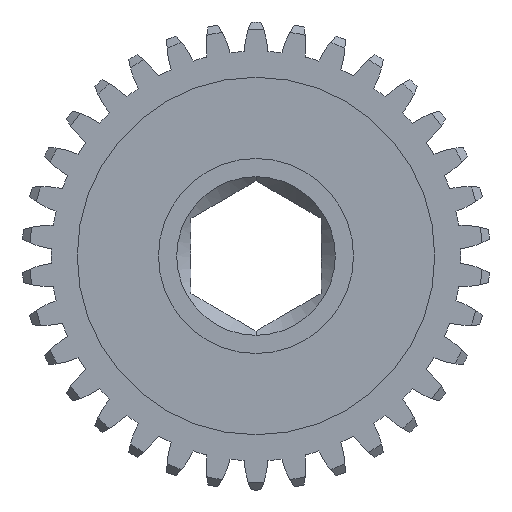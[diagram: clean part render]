
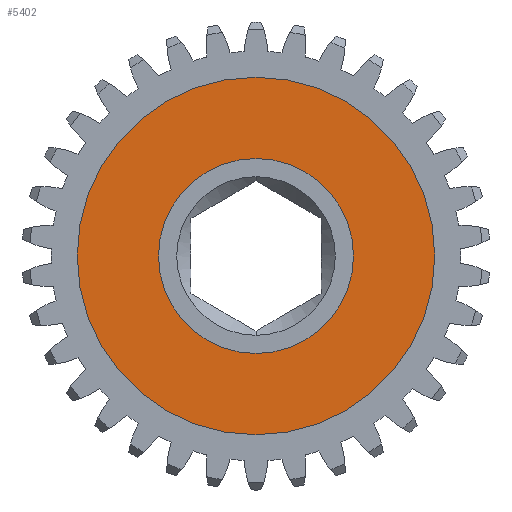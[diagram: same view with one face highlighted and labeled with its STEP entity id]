
A CAD part, left-side view. The second image highlights one B-rep face of the part: STEP entity #5402.
In plain terms, the highlighted planar face has unit normal (-1, 0, 0).
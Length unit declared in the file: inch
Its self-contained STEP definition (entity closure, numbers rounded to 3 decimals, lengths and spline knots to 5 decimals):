
#95 = VERTEX_POINT ( 'NONE', #6580 ) ;
#144 = ORIENTED_EDGE ( 'NONE', *, *, #6502, .T. ) ;
#246 = VERTEX_POINT ( 'NONE', #6172 ) ;
#293 = EDGE_CURVE ( 'NONE', #5841, #95, #6108, .T. ) ;
#636 = AXIS2_PLACEMENT_3D ( 'NONE', #5723, #1892, #1813 ) ;
#941 = DIRECTION ( 'NONE',  ( 0., 0., -1. ) ) ;
#993 = DIRECTION ( 'NONE',  ( 1., 0., 0. ) ) ;
#1018 = AXIS2_PLACEMENT_3D ( 'NONE', #1210, #3765, #3798 ) ;
#1136 = EDGE_LOOP ( 'NONE', ( #144, #3418 ) ) ;
#1210 = CARTESIAN_POINT ( 'NONE',  ( 0.1375, 0., 0. ) ) ;
#1542 = CIRCLE ( 'NONE', #1018, 0.375 ) ;
#1544 = ORIENTED_EDGE ( 'NONE', *, *, #4759, .F. ) ;
#1550 = AXIS2_PLACEMENT_3D ( 'NONE', #2915, #993, #6062 ) ;
#1813 = DIRECTION ( 'NONE',  ( 0., 0., -1. ) ) ;
#1892 = DIRECTION ( 'NONE',  ( 1., 0., 0. ) ) ;
#2915 = CARTESIAN_POINT ( 'NONE',  ( 0.1375, 0., 0. ) ) ;
#3404 = AXIS2_PLACEMENT_3D ( 'NONE', #7703, #3902, #4523 ) ;
#3418 = ORIENTED_EDGE ( 'NONE', *, *, #5708, .T. ) ;
#3463 = VERTEX_POINT ( 'NONE', #5813 ) ;
#3765 = DIRECTION ( 'NONE',  ( 1., 0., 0. ) ) ;
#3798 = DIRECTION ( 'NONE',  ( 0., 0., -1. ) ) ;
#3851 = PLANE ( 'NONE',  #3404 ) ;
#3902 = DIRECTION ( 'NONE',  ( 1., 0., 0. ) ) ;
#3921 = CARTESIAN_POINT ( 'NONE',  ( 0.1375, 0., -0.6875 ) ) ;
#4097 = EDGE_LOOP ( 'NONE', ( #1544, #5490 ) ) ;
#4242 = DIRECTION ( 'NONE',  ( 1., 0., 0. ) ) ;
#4523 = DIRECTION ( 'NONE',  ( 0., 0., -1. ) ) ;
#4759 = EDGE_CURVE ( 'NONE', #95, #5841, #5542, .T. ) ;
#5104 = FACE_OUTER_BOUND ( 'NONE', #4097, .T. ) ;
#5402 = ADVANCED_FACE ( 'NONE', ( #5104, #5758 ), #3851, .F. ) ;
#5490 = ORIENTED_EDGE ( 'NONE', *, *, #293, .F. ) ;
#5542 = CIRCLE ( 'NONE', #1550, 0.6875 ) ;
#5708 = EDGE_CURVE ( 'NONE', #3463, #246, #1542, .T. ) ;
#5723 = CARTESIAN_POINT ( 'NONE',  ( 0.1375, 0., 0. ) ) ;
#5758 = FACE_BOUND ( 'NONE', #1136, .T. ) ;
#5813 = CARTESIAN_POINT ( 'NONE',  ( 0.1375, 0., 0.375 ) ) ;
#5841 = VERTEX_POINT ( 'NONE', #3921 ) ;
#6062 = DIRECTION ( 'NONE',  ( 0., 0., -1. ) ) ;
#6108 = CIRCLE ( 'NONE', #7565, 0.6875 ) ;
#6172 = CARTESIAN_POINT ( 'NONE',  ( 0.1375, 0., -0.375 ) ) ;
#6502 = EDGE_CURVE ( 'NONE', #246, #3463, #7924, .T. ) ;
#6580 = CARTESIAN_POINT ( 'NONE',  ( 0.1375, 0., 0.6875 ) ) ;
#6622 = CARTESIAN_POINT ( 'NONE',  ( 0.1375, 0., 0. ) ) ;
#7565 = AXIS2_PLACEMENT_3D ( 'NONE', #6622, #4242, #941 ) ;
#7703 = CARTESIAN_POINT ( 'NONE',  ( 0.1375, 0., 0. ) ) ;
#7924 = CIRCLE ( 'NONE', #636, 0.375 ) ;
